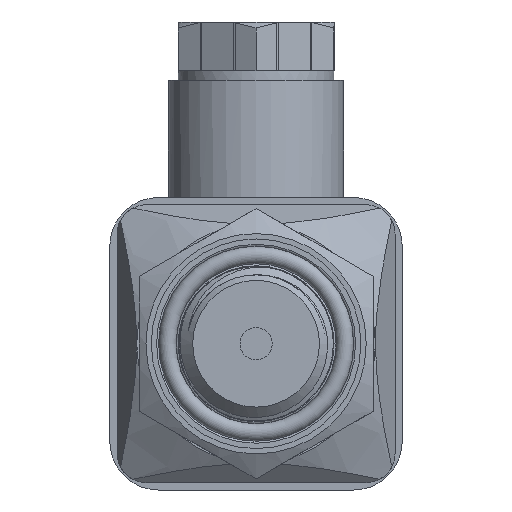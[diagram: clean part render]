
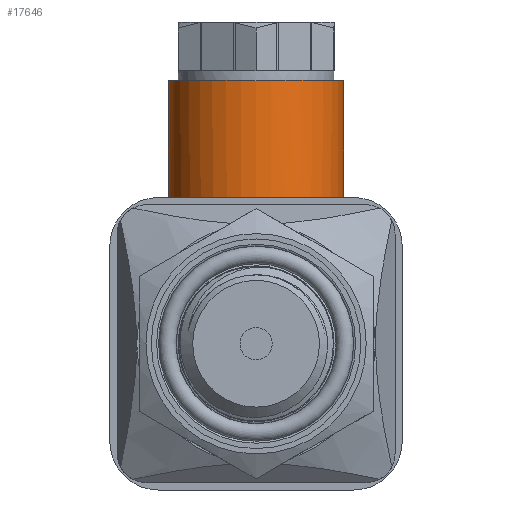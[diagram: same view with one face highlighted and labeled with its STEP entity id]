
A CAD part, left-side view. The second image highlights one B-rep face of the part: STEP entity #17646.
In plain terms, the highlighted cylindrical face has radius 9 mm (diameter 18 mm), a full revolution.
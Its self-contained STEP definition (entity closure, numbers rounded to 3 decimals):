
#2009=FACE_OUTER_BOUND('',#3099,.T.);
#3099=EDGE_LOOP('',(#16392,#16393,#16394,#16395,#16396,#16397,#16398));
#3483=CIRCLE('',#18795,9.);
#3484=CIRCLE('',#18796,9.);
#3509=CIRCLE('',#18877,9.);
#4057=B_SPLINE_CURVE_WITH_KNOTS('',3,(#52978,#52979,#52980,#52981,#52982,
#52983,#52984,#52985,#52986,#52987),.UNSPECIFIED.,.F.,.F.,(4,2,1,1,1,1,
4),(-0.002,0.,0.204,0.408,0.611,
0.815,1.019),.UNSPECIFIED.);
#4058=B_SPLINE_CURVE_WITH_KNOTS('',3,(#53056,#53057,#53058,#53059,#53060,
#53061,#53062,#53063,#53064,#53065,#53066,#53067),.UNSPECIFIED.,.F.,.F.,
(4,1,1,1,1,1,1,2,4),(0.,0.204,0.306,
0.408,0.509,0.611,0.815,
1.019,1.02),.UNSPECIFIED.);
#5600=LINE('',#53395,#7160);
#7160=VECTOR('',#22680,9.);
#8468=VERTEX_POINT('',#50517);
#8728=VERTEX_POINT('',#52976);
#8729=VERTEX_POINT('',#52989);
#8731=VERTEX_POINT('',#52993);
#8822=VERTEX_POINT('',#53393);
#11205=EDGE_CURVE('',#8468,#8728,#4057,.T.);
#11208=EDGE_CURVE('',#8728,#8731,#3483,.T.);
#11209=EDGE_CURVE('',#8731,#8729,#3484,.T.);
#11210=EDGE_CURVE('',#8729,#8468,#4058,.T.);
#11355=EDGE_CURVE('',#8822,#8822,#3509,.T.);
#11356=EDGE_CURVE('',#8822,#8731,#5600,.T.);
#16392=ORIENTED_EDGE('',*,*,#11355,.F.);
#16393=ORIENTED_EDGE('',*,*,#11356,.T.);
#16394=ORIENTED_EDGE('',*,*,#11208,.F.);
#16395=ORIENTED_EDGE('',*,*,#11205,.F.);
#16396=ORIENTED_EDGE('',*,*,#11210,.F.);
#16397=ORIENTED_EDGE('',*,*,#11209,.F.);
#16398=ORIENTED_EDGE('',*,*,#11356,.F.);
#16675=CYLINDRICAL_SURFACE('',#18876,9.);
#17646=ADVANCED_FACE('',(#2009),#16675,.T.);
#18795=AXIS2_PLACEMENT_3D('',#52994,#22407,#22408);
#18796=AXIS2_PLACEMENT_3D('',#52995,#22409,#22410);
#18876=AXIS2_PLACEMENT_3D('',#53392,#22676,#22677);
#18877=AXIS2_PLACEMENT_3D('',#53394,#22678,#22679);
#22407=DIRECTION('center_axis',(0.,0.,-1.));
#22408=DIRECTION('ref_axis',(1.,0.,0.));
#22409=DIRECTION('center_axis',(0.,0.,-1.));
#22410=DIRECTION('ref_axis',(1.,0.,0.));
#22676=DIRECTION('center_axis',(0.,0.,1.));
#22677=DIRECTION('ref_axis',(-1.,0.,0.));
#22678=DIRECTION('center_axis',(0.,0.,1.));
#22679=DIRECTION('ref_axis',(-1.,0.,0.));
#22680=DIRECTION('',(0.,0.,-1.));
#50517=CARTESIAN_POINT('',(-28.,0.,10.5));
#52976=CARTESIAN_POINT('',(-24.4,7.2,14.5));
#52978=CARTESIAN_POINT('Ctrl Pts',(-28.,0.,10.5));
#52979=CARTESIAN_POINT('Ctrl Pts',(-28.,0.004,10.503));
#52980=CARTESIAN_POINT('Ctrl Pts',(-28.,0.008,
10.505));
#52981=CARTESIAN_POINT('Ctrl Pts',(-27.999,0.528,
10.871));
#52982=CARTESIAN_POINT('Ctrl Pts',(-27.909,1.565,11.599));
#52983=CARTESIAN_POINT('Ctrl Pts',(-27.501,3.098,12.639));
#52984=CARTESIAN_POINT('Ctrl Pts',(-26.801,4.592,13.566));
#52985=CARTESIAN_POINT('Ctrl Pts',(-25.787,6.,14.28));
#52986=CARTESIAN_POINT('Ctrl Pts',(-24.889,6.833,14.5));
#52987=CARTESIAN_POINT('Ctrl Pts',(-24.4,7.2,14.5));
#52989=CARTESIAN_POINT('',(-24.4,-7.2,14.5));
#52993=CARTESIAN_POINT('',(-10.,0.,14.5));
#52994=CARTESIAN_POINT('Origin',(-19.,0.,14.5));
#52995=CARTESIAN_POINT('Origin',(-19.,0.,14.5));
#53056=CARTESIAN_POINT('Ctrl Pts',(-24.4,-7.2,14.5));
#53057=CARTESIAN_POINT('Ctrl Pts',(-24.889,-6.833,
14.5));
#53058=CARTESIAN_POINT('Ctrl Pts',(-25.563,-6.207,
14.335));
#53059=CARTESIAN_POINT('Ctrl Pts',(-26.294,-5.296,
13.923));
#53060=CARTESIAN_POINT('Ctrl Pts',(-26.763,-4.579,
13.539));
#53061=CARTESIAN_POINT('Ctrl Pts',(-27.15,-3.846,
13.104));
#53062=CARTESIAN_POINT('Ctrl Pts',(-27.569,-2.842,
12.466));
#53063=CARTESIAN_POINT('Ctrl Pts',(-27.909,-1.565,
11.6));
#53064=CARTESIAN_POINT('Ctrl Pts',(-27.999,-0.528,
10.871));
#53065=CARTESIAN_POINT('Ctrl Pts',(-28.,-0.008,
10.505));
#53066=CARTESIAN_POINT('Ctrl Pts',(-28.,-0.004,10.503));
#53067=CARTESIAN_POINT('Ctrl Pts',(-28.,0.,10.5));
#53392=CARTESIAN_POINT('Origin',(-19.,0.,13.5));
#53393=CARTESIAN_POINT('',(-10.,0.,27.));
#53394=CARTESIAN_POINT('Origin',(-19.,0.,27.));
#53395=CARTESIAN_POINT('',(-10.,0.,13.5));
